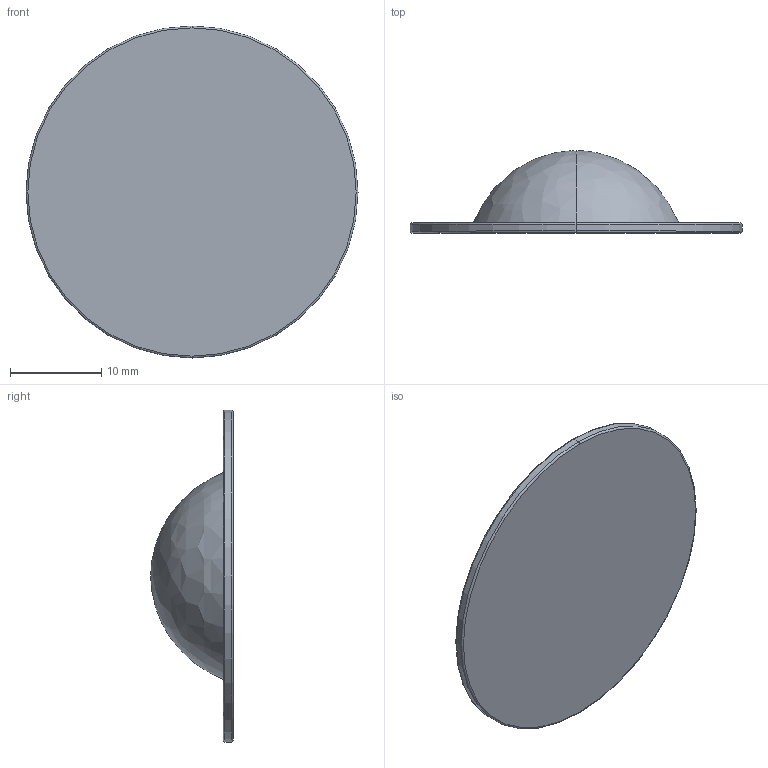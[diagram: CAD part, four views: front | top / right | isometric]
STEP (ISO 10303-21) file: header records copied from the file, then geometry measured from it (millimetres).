
FILE_DESCRIPTION (( 'STEP AP203' ), '1' );
FILE_NAME ('001-019-142.STEP', '2019-05-22T15:19:10', ( '' ), ( '' ), 'SwSTEP 2.0', 'SolidWorks 2017', '' );
FILE_SCHEMA (( 'CONFIG_CONTROL_DESIGN' ));
Length unit declared in the file: millimetre
Products named in the file (1): 001-019-142
Bounding box: 36.3 x 9.01 x 36.3 mm (x, y, z)
Volume: 2914.5 mm3; surface area: 2377.4 mm2
Topology: 1 solids, 1 shells, 13 faces, 26 edges, 15 vertices
Faces by surface type: torus 6, plane 3, bspline 2, cylinder 2
Entity records: 433 total; most frequent: CARTESIAN_POINT 89, DIRECTION 66, ORIENTED_EDGE 48, AXIS2_PLACEMENT_3D 32, EDGE_CURVE 24, CIRCLE 20, VERTEX_POINT 15, EDGE_LOOP 15
